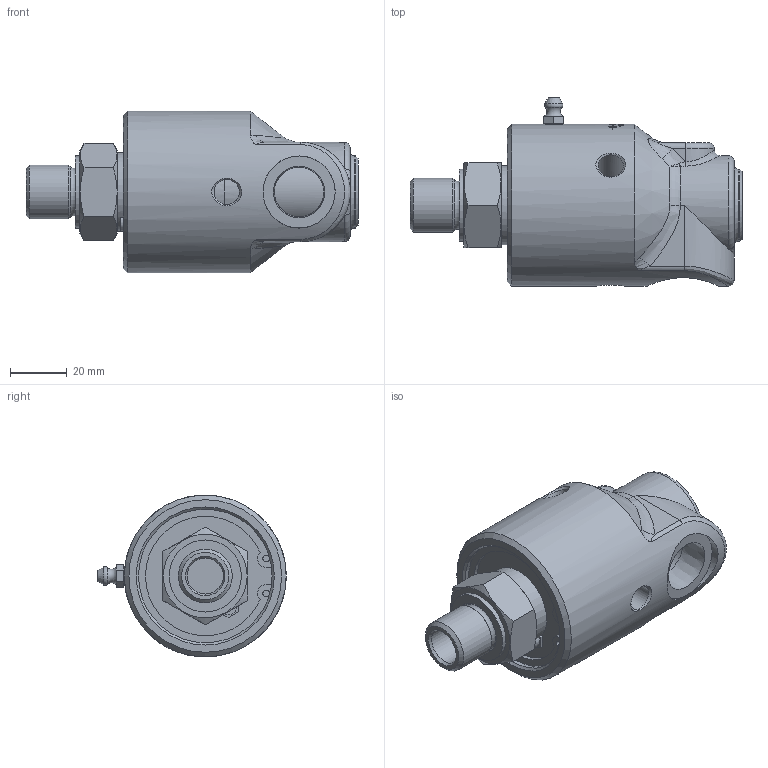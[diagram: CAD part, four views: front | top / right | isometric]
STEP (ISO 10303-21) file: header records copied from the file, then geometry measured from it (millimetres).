
FILE_DESCRIPTION(/* description */ (''),/* implementation_level */ '2;1');
FILE_NAME(/* name */ '157-059-021-IC.stp',/* time_stamp */ '2020-05-21T13:48:08-05:00',/* author */ ('GALINDOLM'),/* organization */ (''),/* preprocessor_version */ 'ST-DEVELOPER v18',/* originating_system */ 'Autodesk Inventor 2020',/* authorisation */ '');
FILE_SCHEMA (('AUTOMOTIVE_DESIGN { 1 0 10303 214 3 1 1 }'));
Products named in the file (1): 157-059-021-IC
Bounding box: 116.97 x 66.35 x 57 mm (x, y, z)
Volume: 168246.4 mm3; surface area: 27096.2 mm2
Topology: 1 solids, 1 shells, 414 faces, 1087 edges, 720 vertices
Faces by surface type: bspline 182, plane 134, cylinder 71, cone 19, torus 8
Full cylindrical faces by diameter (mm): 2.362 x2, 3.5 x1, 5.359 x1, 6.325 x1, 8.917 x3, 12.7 x1, 17.475 x1, 19 x1, 19.011 x1, 25.4 x3, 27.8 x1, 47.07 x1, 57 x1
Entity records: 49393 total; most frequent: CARTESIAN_POINT 39809, ORIENTED_EDGE 2166, DIRECTION 1563, EDGE_CURVE 1083, VERTEX_POINT 720, AXIS2_PLACEMENT_3D 574, EDGE_LOOP 463, LINE 415
